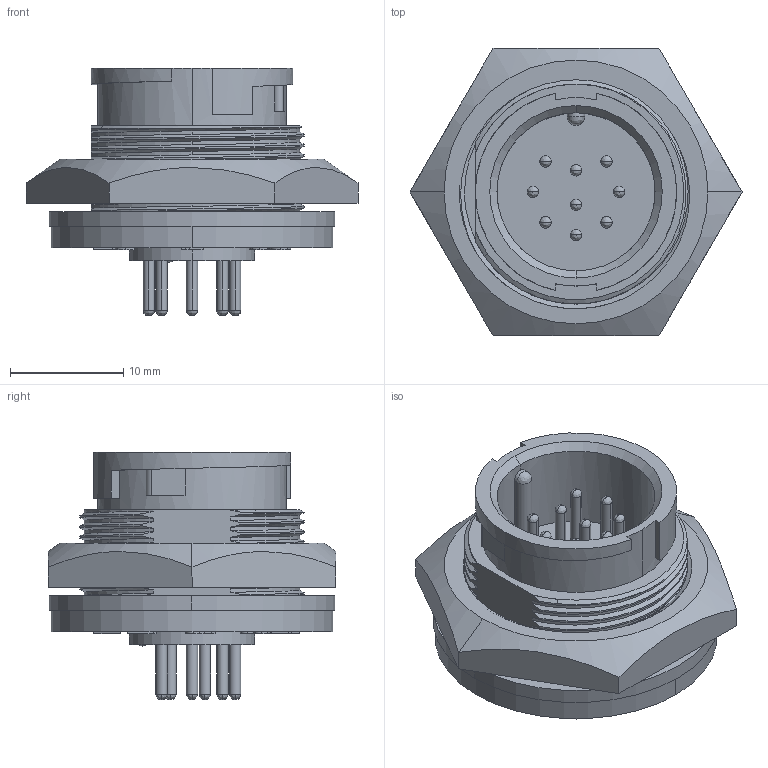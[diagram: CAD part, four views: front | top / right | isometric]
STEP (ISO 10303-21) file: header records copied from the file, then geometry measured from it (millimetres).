
FILE_DESCRIPTION (( 'STEP AP203' ), '1' );
FILE_NAME ('4281-9PG-300.STEP', '2013-10-02T18:30:14', ( '21FPBF1' ), ( 'Conxall' ), 'SwSTEP 2.0', 'SolidWorks 2012', '' );
FILE_SCHEMA (( 'CONFIG_CONTROL_DESIGN' ));
Length unit declared in the file: inch
Products named in the file (1): 4281-9PG-300
Bounding box: 29.33 x 25.4 x 21.87 mm (x, y, z)
Volume: 4691.1 mm3; surface area: 4072.2 mm2
Topology: 2 solids, 2 shells, 381 faces, 1010 edges, 668 vertices
Faces by surface type: plane 142, bspline 135, cylinder 99, cone 5
Entity records: 21958 total; most frequent: CARTESIAN_POINT 13480, ORIENTED_EDGE 2016, DIRECTION 1364, EDGE_CURVE 1008, VERTEX_POINT 668, LINE 478, VECTOR 478, AXIS2_PLACEMENT_3D 443
